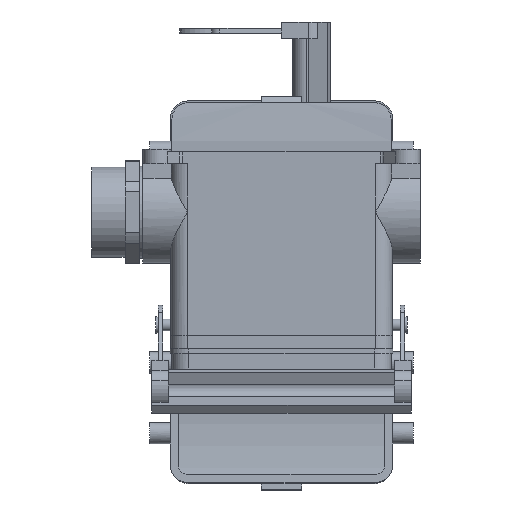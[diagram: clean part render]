
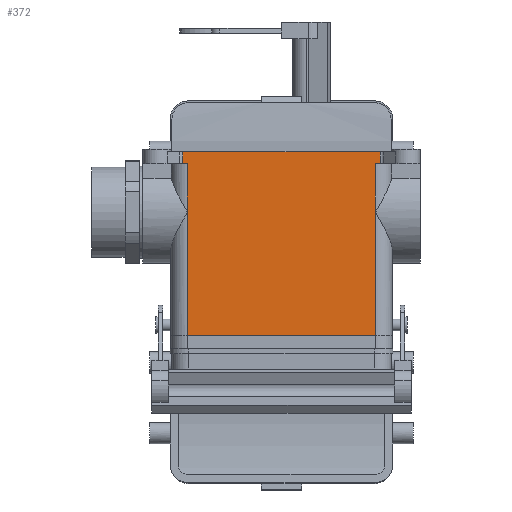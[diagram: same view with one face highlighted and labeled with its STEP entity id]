
A CAD part, top view. The second image highlights one B-rep face of the part: STEP entity #372.
In plain terms, the highlighted planar face has unit normal (0, 0, 1).
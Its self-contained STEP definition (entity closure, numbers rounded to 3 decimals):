
#372 = ADVANCED_FACE( '', ( #964 ), #965, .F. );
#964 = FACE_OUTER_BOUND( '', #1842, .T. );
#965 = PLANE( '', #1843 );
#1842 = EDGE_LOOP( '', ( #2875, #2876, #2877, #2878, #2879, #2880, #2881, #2882, #2883, #2884 ) );
#1843 = AXIS2_PLACEMENT_3D( '', #2885, #2886, #2887 );
#2875 = ORIENTED_EDGE( '', *, *, #5149, .T. );
#2876 = ORIENTED_EDGE( '', *, *, #5150, .F. );
#2877 = ORIENTED_EDGE( '', *, *, #5132, .F. );
#2878 = ORIENTED_EDGE( '', *, *, #5151, .F. );
#2879 = ORIENTED_EDGE( '', *, *, #5152, .F. );
#2880 = ORIENTED_EDGE( '', *, *, #5153, .T. );
#2881 = ORIENTED_EDGE( '', *, *, #5154, .T. );
#2882 = ORIENTED_EDGE( '', *, *, #5155, .T. );
#2883 = ORIENTED_EDGE( '', *, *, #5156, .F. );
#2884 = ORIENTED_EDGE( '', *, *, #5157, .T. );
#2885 = CARTESIAN_POINT( '', ( 42.515, -5., 21.5 ) );
#2886 = DIRECTION( '', ( 0., 0., -1. ) );
#2887 = DIRECTION( '', ( -1., 0., 0. ) );
#5132 = EDGE_CURVE( '', #6172, #6173, #6174, .T. );
#5149 = EDGE_CURVE( '', #6199, #6200, #6201, .T. );
#5150 = EDGE_CURVE( '', #6173, #6200, #6202, .T. );
#5151 = EDGE_CURVE( '', #6203, #6172, #6204, .T. );
#5152 = EDGE_CURVE( '', #6205, #6203, #6206, .T. );
#5153 = EDGE_CURVE( '', #6205, #6207, #6208, .T. );
#5154 = EDGE_CURVE( '', #6207, #6209, #6210, .T. );
#5155 = EDGE_CURVE( '', #6209, #6211, #6212, .F. );
#5156 = EDGE_CURVE( '', #6213, #6211, #6214, .T. );
#5157 = EDGE_CURVE( '', #6213, #6199, #6215, .T. );
#6172 = VERTEX_POINT( '', #7752 );
#6173 = VERTEX_POINT( '', #7753 );
#6174 = LINE( '', #7754, #7755 );
#6199 = VERTEX_POINT( '', #7815 );
#6200 = VERTEX_POINT( '', #7816 );
#6201 = LINE( '', #7817, #7818 );
#6202 = LINE( '', #7819, #7820 );
#6203 = VERTEX_POINT( '', #7821 );
#6204 = LINE( '', #7822, #7823 );
#6205 = VERTEX_POINT( '', #7824 );
#6206 = LINE( '', #7825, #7826 );
#6207 = VERTEX_POINT( '', #7827 );
#6208 = LINE( '', #7828, #7829 );
#6209 = VERTEX_POINT( '', #7830 );
#6210 = LINE( '', #7831, #7832 );
#6211 = VERTEX_POINT( '', #7833 );
#6212 = LINE( '', #7834, #7835 );
#6213 = VERTEX_POINT( '', #7836 );
#6214 = LINE( '', #7837, #7838 );
#6215 = LINE( '', #7839, #7840 );
#7752 = CARTESIAN_POINT( '', ( 39.65, -25.5, 21.5 ) );
#7753 = CARTESIAN_POINT( '', ( 39.65, -77.4, 21.5 ) );
#7754 = CARTESIAN_POINT( '', ( 39.65, 74.914, 21.5 ) );
#7755 = VECTOR( '', #9677, 1000. );
#7815 = CARTESIAN_POINT( '', ( -39.65, -25.5, 21.5 ) );
#7816 = CARTESIAN_POINT( '', ( -39.65, -77.4, 21.5 ) );
#7817 = CARTESIAN_POINT( '', ( -39.65, 74.914, 21.5 ) );
#7818 = VECTOR( '', #9691, 1000. );
#7819 = CARTESIAN_POINT( '', ( -39.65, -77.4, 21.5 ) );
#7820 = VECTOR( '', #9692, 1000. );
#7821 = CARTESIAN_POINT( '', ( 39.65, -5., 21.5 ) );
#7822 = CARTESIAN_POINT( '', ( 39.65, 74.914, 21.5 ) );
#7823 = VECTOR( '', #9693, 1000. );
#7824 = CARTESIAN_POINT( '', ( 41.686, -5., 21.5 ) );
#7825 = CARTESIAN_POINT( '', ( 42.515, -5., 21.5 ) );
#7826 = VECTOR( '', #9694, 1000. );
#7827 = CARTESIAN_POINT( '', ( 41.686, 0., 21.5 ) );
#7828 = CARTESIAN_POINT( '', ( 41.686, 0., 21.5 ) );
#7829 = VECTOR( '', #9695, 1000. );
#7830 = CARTESIAN_POINT( '', ( -41.686, 0., 21.5 ) );
#7831 = CARTESIAN_POINT( '', ( 42.515, 0., 21.5 ) );
#7832 = VECTOR( '', #9696, 1000. );
#7833 = CARTESIAN_POINT( '', ( -41.686, -5., 21.5 ) );
#7834 = CARTESIAN_POINT( '', ( -41.686, -5., 21.5 ) );
#7835 = VECTOR( '', #9697, 1000. );
#7836 = CARTESIAN_POINT( '', ( -39.65, -5., 21.5 ) );
#7837 = CARTESIAN_POINT( '', ( 42.515, -5., 21.5 ) );
#7838 = VECTOR( '', #9698, 1000. );
#7839 = CARTESIAN_POINT( '', ( -39.65, 74.914, 21.5 ) );
#7840 = VECTOR( '', #9699, 1000. );
#9677 = DIRECTION( '', ( 0., -1., 0. ) );
#9691 = DIRECTION( '', ( 0., -1., 0. ) );
#9692 = DIRECTION( '', ( -1., 0., 0. ) );
#9693 = DIRECTION( '', ( 0., -1., 0. ) );
#9694 = DIRECTION( '', ( -1., 0., 0. ) );
#9695 = DIRECTION( '', ( 0., 1., 0. ) );
#9696 = DIRECTION( '', ( -1., 0., 0. ) );
#9697 = DIRECTION( '', ( 0., 1., 0. ) );
#9698 = DIRECTION( '', ( -1., 0., 0. ) );
#9699 = DIRECTION( '', ( 0., -1., 0. ) );
